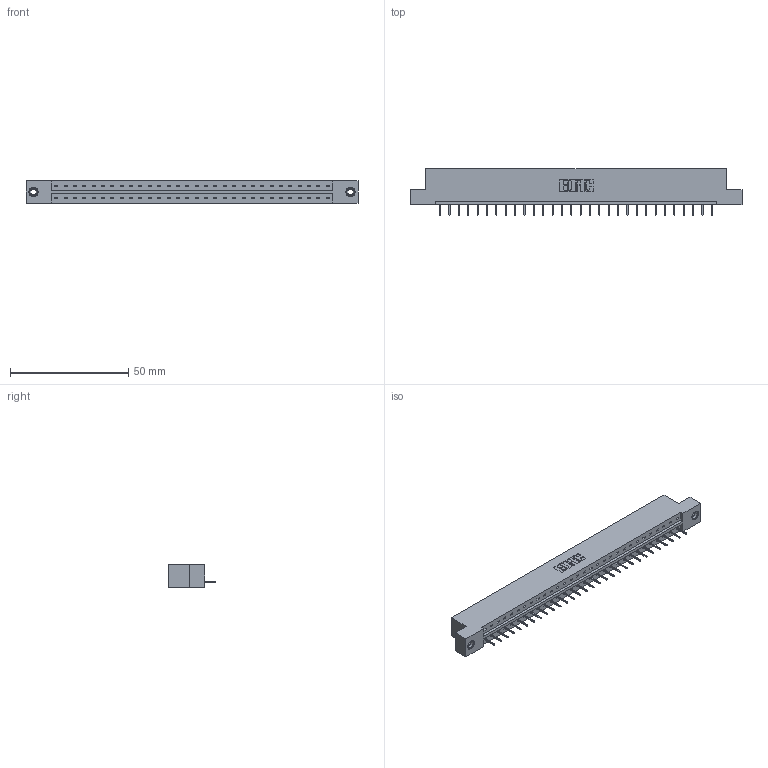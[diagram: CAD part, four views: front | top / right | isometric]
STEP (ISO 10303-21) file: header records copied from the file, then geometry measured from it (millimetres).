
FILE_DESCRIPTION (( 'STEP AP203' ), '1' );
FILE_NAME ('833-030-524-108.STEP', '2020-06-02T12:42:08', ( '' ), ( '' ), 'SwSTEP 2.0', 'SolidWorks 2020', '' );
FILE_SCHEMA (( 'CONFIG_CONTROL_DESIGN' ));
Length unit declared in the file: inch
Products named in the file (4): 345-250-001_345-250-003-102; 345-292-001_345-293-124; 833 Part_Flush - .156 Dia - TI; 833-030-524-108
Assembly tree (33 placements, depth 2):
  833-030-524-108
    833 Part_Flush - .156 Dia - TI
    345-292-001_345-293-124  x30
    345-250-001_345-250-003-102  x2
Bounding box: 140.41 x 19.69 x 9.4 mm (x, y, z)
Volume: 13901.1 mm3; surface area: 14580.8 mm2
Topology: 33 solids, 33 shells, 2034 faces, 5847 edges, 3770 vertices
Faces by surface type: plane 1542, cylinder 476, cone 12, torus 4
Entity records: 21152 total; most frequent: CARTESIAN_POINT 3631, ORIENTED_EDGE 3590, DIRECTION 3121, EDGE_CURVE 1795, VECTOR 1651, LINE 1651, VERTEX_POINT 1188, AXIS2_PLACEMENT_3D 735
